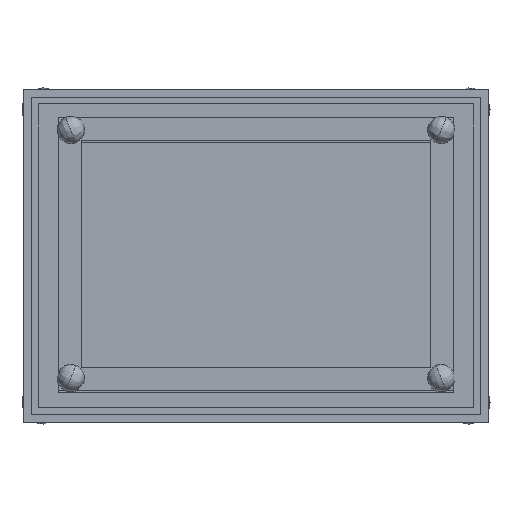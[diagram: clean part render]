
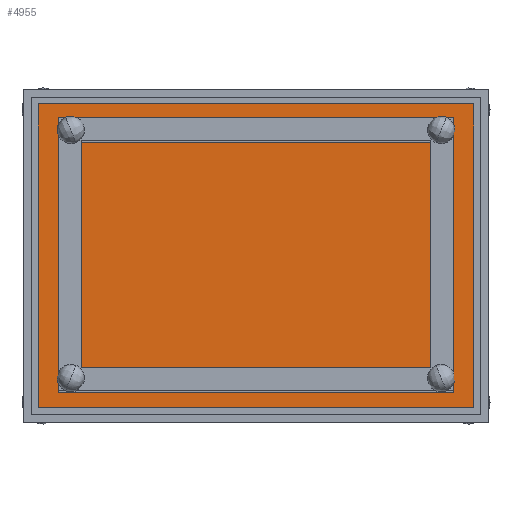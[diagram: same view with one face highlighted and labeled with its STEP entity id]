
A CAD part, top view. The second image highlights one B-rep face of the part: STEP entity #4955.
In plain terms, the highlighted free-form (B-spline) face has degree [1, 1] with [2, 2] control points.
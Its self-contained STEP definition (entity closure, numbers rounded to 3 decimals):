
#4861 = EDGE_CURVE('',#4862,#4864,#4866,.T.);
#4862 = VERTEX_POINT('',#4863);
#4863 = CARTESIAN_POINT('',(110.33,76.918,
    0.));
#4864 = VERTEX_POINT('',#4865);
#4865 = CARTESIAN_POINT('',(110.33,-76.918,
    0.));
#4866 = B_SPLINE_CURVE_WITH_KNOTS('',1,(#4867,#4868),.UNSPECIFIED.,.F.,
  .F.,(2,2),(-55.25,55.25),.PIECEWISE_BEZIER_KNOTS.);
#4867 = CARTESIAN_POINT('',(110.33,76.918,
    0.));
#4868 = CARTESIAN_POINT('',(110.33,-76.918,
    0.));
#4870 = EDGE_CURVE('',#4864,#4871,#4873,.T.);
#4871 = VERTEX_POINT('',#4872);
#4872 = CARTESIAN_POINT('',(-110.33,-76.918,
    0.));
#4873 = B_SPLINE_CURVE_WITH_KNOTS('',1,(#4874,#4875),.UNSPECIFIED.,.F.,
  .F.,(2,2),(-79.25,79.25),.PIECEWISE_BEZIER_KNOTS.);
#4874 = CARTESIAN_POINT('',(110.33,-76.918,
    0.));
#4875 = CARTESIAN_POINT('',(-110.33,-76.918,
    0.));
#4877 = EDGE_CURVE('',#4871,#4878,#4880,.T.);
#4878 = VERTEX_POINT('',#4879);
#4879 = CARTESIAN_POINT('',(-110.33,76.918,
    0.));
#4880 = B_SPLINE_CURVE_WITH_KNOTS('',1,(#4881,#4882),.UNSPECIFIED.,.F.,
  .F.,(2,2),(-55.25,55.25),.PIECEWISE_BEZIER_KNOTS.);
#4881 = CARTESIAN_POINT('',(-110.33,-76.918,
    0.));
#4882 = CARTESIAN_POINT('',(-110.33,76.918,
    0.));
#4884 = EDGE_CURVE('',#4878,#4862,#4885,.T.);
#4885 = B_SPLINE_CURVE_WITH_KNOTS('',1,(#4886,#4887),.UNSPECIFIED.,.F.,
  .F.,(2,2),(-79.25,79.25),.PIECEWISE_BEZIER_KNOTS.);
#4886 = CARTESIAN_POINT('',(-110.33,76.918,
    0.));
#4887 = CARTESIAN_POINT('',(110.33,76.918,
    0.));
#4955 = ADVANCED_FACE('',(#4956),#4962,.T.);
#4956 = FACE_BOUND('',#4957,.T.);
#4957 = EDGE_LOOP('',(#4958,#4959,#4960,#4961));
#4958 = ORIENTED_EDGE('',*,*,#4870,.F.);
#4959 = ORIENTED_EDGE('',*,*,#4861,.F.);
#4960 = ORIENTED_EDGE('',*,*,#4884,.F.);
#4961 = ORIENTED_EDGE('',*,*,#4877,.F.);
#4962 = B_SPLINE_SURFACE_WITH_KNOTS('',1,1,(
    (#4963,#4964)
    ,(#4965,#4966
  )),.UNSPECIFIED.,.F.,.F.,.F.,(2,2),(2,2),(-79.25,79.25),(-55.25,55.25)
  ,.PIECEWISE_BEZIER_KNOTS.);
#4963 = CARTESIAN_POINT('',(-110.33,-76.918,
    0.));
#4964 = CARTESIAN_POINT('',(-110.33,76.918,
    0.));
#4965 = CARTESIAN_POINT('',(110.33,-76.918,
    0.));
#4966 = CARTESIAN_POINT('',(110.33,76.918,
    0.));
